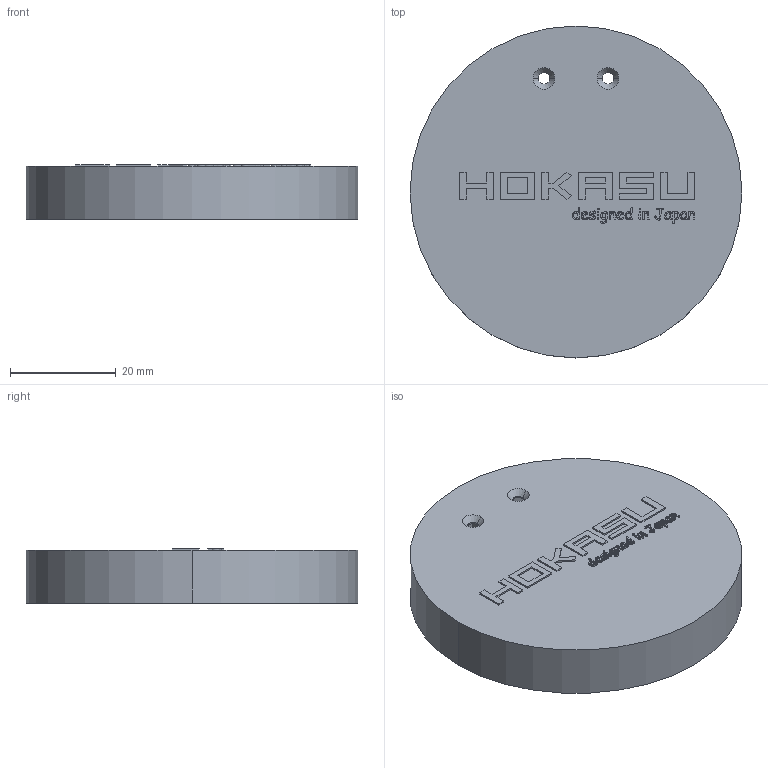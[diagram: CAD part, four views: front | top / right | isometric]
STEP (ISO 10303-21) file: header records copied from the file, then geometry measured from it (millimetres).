
FILE_DESCRIPTION (( 'STEP AP214' ), '1' );
FILE_NAME ('d60-v2_????????.STEP', '2020-02-09T05:36:50', ( '' ), ( '' ), 'SwSTEP 2.0', 'SolidWorks 2018', '' );
FILE_SCHEMA (( 'AUTOMOTIVE_DESIGN' ));
Length unit declared in the file: millimetre
Products named in the file (1): d60-v2_????????
Bounding box: 62.8 x 62.8 x 10.3 mm (x, y, z)
Volume: 8270.7 mm3; surface area: 12469.6 mm2
Topology: 1 solids, 1 shells, 572 faces, 1598 edges, 1064 vertices
Faces by surface type: bspline 406, plane 145, cylinder 17, cone 4
Entity records: 20486 total; most frequent: CARTESIAN_POINT 8513, ORIENTED_EDGE 3196, EDGE_CURVE 1598, DIRECTION 1158, VERTEX_POINT 1064, B_SPLINE_CURVE_WITH_KNOTS 812, VECTOR 748, LINE 748
